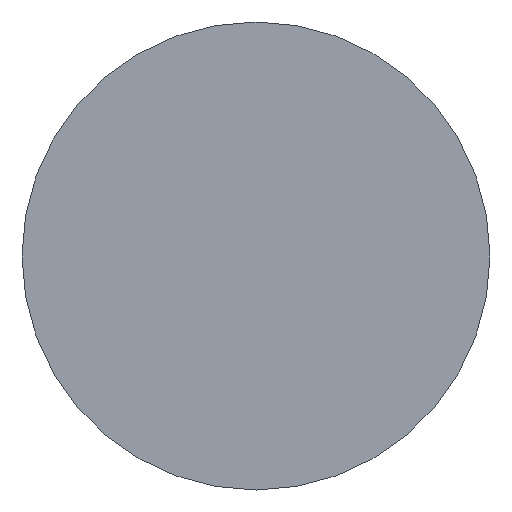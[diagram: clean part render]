
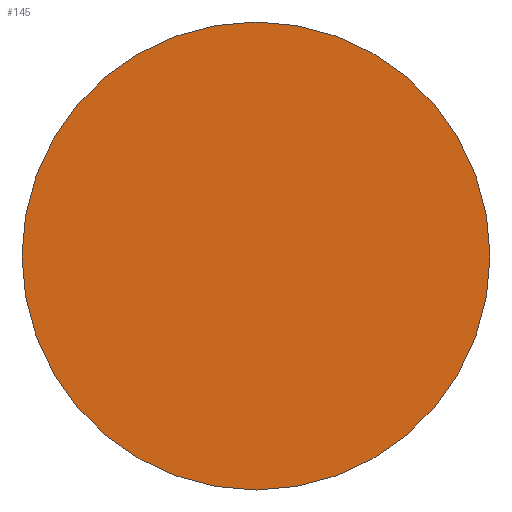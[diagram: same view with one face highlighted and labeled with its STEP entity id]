
A CAD part, front view. The second image highlights one B-rep face of the part: STEP entity #145.
In plain terms, the highlighted planar face has unit normal (0, -1, 0).
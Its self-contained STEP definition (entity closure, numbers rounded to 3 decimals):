
#117=EDGE_CURVE('',#131,#169,#292,.T.);
#131=VERTEX_POINT('',#308);
#145=ADVANCED_FACE('',(#322),#323,.T.);
#169=VERTEX_POINT('',#350);
#189=EDGE_CURVE('',#169,#131,#372,.T.);
#292=CIRCLE('',#484,15.0);
#308=CARTESIAN_POINT('',(15.0,-25.0,0.));
#322=FACE_OUTER_BOUND('',#519,.T.);
#323=PLANE('',#520);
#350=CARTESIAN_POINT('',(-15.0,-25.0,0.));
#372=CIRCLE('',#583,15.0);
#484=AXIS2_PLACEMENT_3D('',#701,#702,#703);
#519=EDGE_LOOP('',(#729,#730));
#520=AXIS2_PLACEMENT_3D('',#731,#732,#733);
#583=AXIS2_PLACEMENT_3D('',#790,#791,#792);
#701=CARTESIAN_POINT('',(0.0,-25.0,0.));
#702=DIRECTION('',(0.0,-1.0,0.));
#703=DIRECTION('',(1.0,0.0,0.0));
#729=ORIENTED_EDGE('',*,*,#117,.T.);
#730=ORIENTED_EDGE('',*,*,#189,.T.);
#731=CARTESIAN_POINT('',(0.0,-25.0,0.));
#732=DIRECTION('',(0.0,-1.0,0.));
#733=DIRECTION('',(1.0,0.0,0.0));
#790=CARTESIAN_POINT('',(0.0,-25.0,0.));
#791=DIRECTION('',(0.0,-1.0,0.));
#792=DIRECTION('',(1.0,0.0,0.0));
